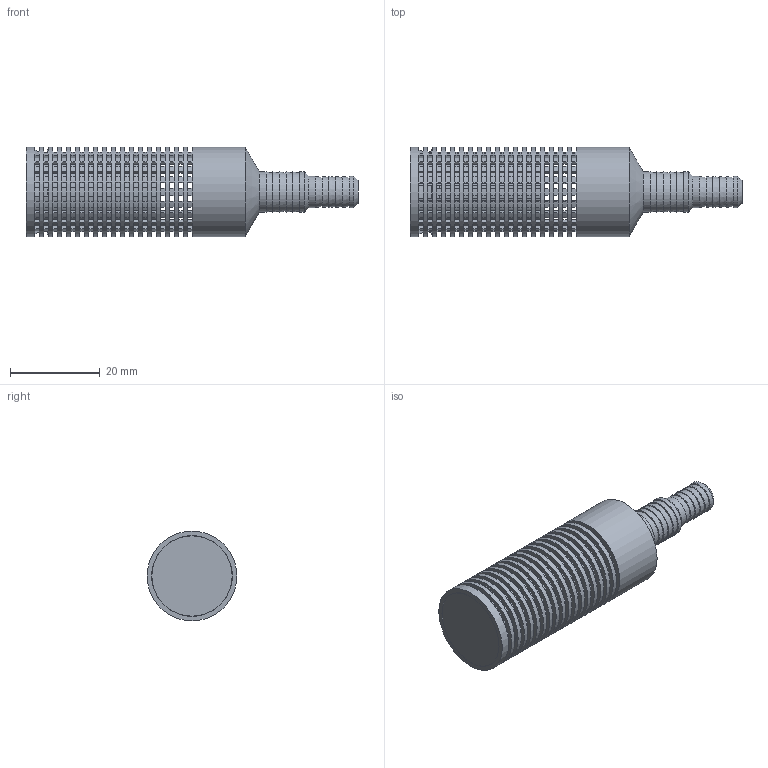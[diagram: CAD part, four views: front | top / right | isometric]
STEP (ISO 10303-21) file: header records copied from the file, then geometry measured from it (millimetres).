
FILE_DESCRIPTION(/* description */ ('Unknown'),/* implementation_level */ '2;1');
FILE_NAME(/* name */ '200031610',/* time_stamp */ '2020-09-28T14:24:27+02:00',/* author */ ('Unknown'),/* organization */ ('Unknown'),/* preprocessor_version */ 'ST-DEVELOPER v16.7',/* originating_system */ 'Solid Edge',/* authorisation */ 'Unknown');
FILE_SCHEMA (('AUTOMOTIVE_DESIGN {1 0 10303 214 3 1 1}'));
Length unit declared in the file: millimetre
Products named in the file (1): Part14
Bounding box: 74 x 20 x 20 mm (x, y, z)
Volume: 10452.2 mm3; surface area: 11542.5 mm2
Topology: 1 solids, 1 shells, 940 faces, 4809 edges, 3201 vertices
Faces by surface type: cylinder 771, plane 144, cone 25
Full cylindrical faces by diameter (mm): 3.4 x1, 7 x2, 9 x2, 15.4 x1, 17.9 x1, 18 x1, 20 x19
Entity records: 49176 total; most frequent: ORIENTED_EDGE 9534, CARTESIAN_POINT 8967, DIRECTION 8268, EDGE_CURVE 4767, VERTEX_POINT 3199, LINE 3108, VECTOR 3108, AXIS2_PLACEMENT_3D 2580
